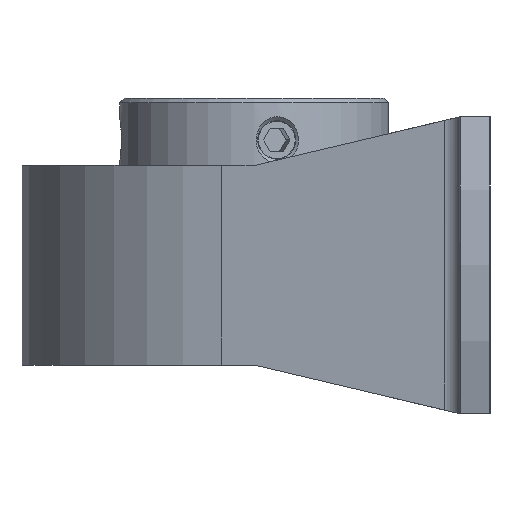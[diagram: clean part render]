
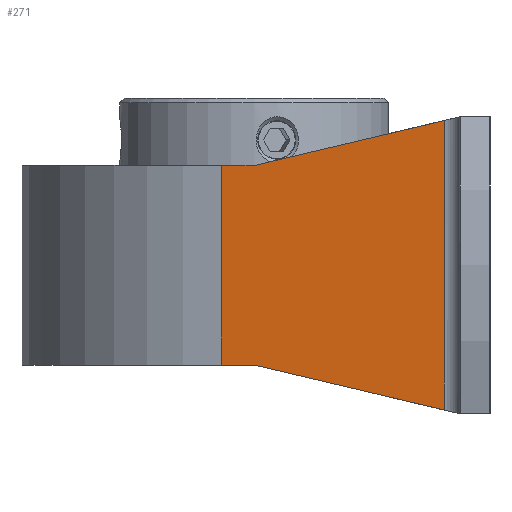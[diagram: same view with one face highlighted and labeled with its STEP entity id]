
A CAD part, left-side view. The second image highlights one B-rep face of the part: STEP entity #271.
In plain terms, the highlighted planar face has unit normal (-0.99, 0.14, 0).
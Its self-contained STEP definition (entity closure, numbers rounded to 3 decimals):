
#271 = ADVANCED_FACE( '', ( #555 ), #556, .F. );
#555 = FACE_OUTER_BOUND( '', #933, .T. );
#556 = PLANE( '', #934 );
#933 = EDGE_LOOP( '', ( #1536, #1537, #1538, #1539, #1540, #1541 ) );
#934 = AXIS2_PLACEMENT_3D( '', #1542, #1543, #1544 );
#1536 = ORIENTED_EDGE( '', *, *, #1725, .F. );
#1537 = ORIENTED_EDGE( '', *, *, #1764, .F. );
#1538 = ORIENTED_EDGE( '', *, *, #1748, .T. );
#1539 = ORIENTED_EDGE( '', *, *, #1708, .F. );
#1540 = ORIENTED_EDGE( '', *, *, #1835, .F. );
#1541 = ORIENTED_EDGE( '', *, *, #1754, .F. );
#1542 = CARTESIAN_POINT( '', ( -24.851, 28.925, 32. ) );
#1543 = DIRECTION( '', ( 0.99, -0.14, 0. ) );
#1544 = DIRECTION( '', ( 0.14, 0.99, 0. ) );
#1708 = EDGE_CURVE( '', #1992, #1994, #1995, .T. );
#1725 = EDGE_CURVE( '', #2023, #2025, #2026, .T. );
#1748 = EDGE_CURVE( '', #2066, #1994, #2069, .T. );
#1754 = EDGE_CURVE( '', #2025, #2078, #2079, .T. );
#1764 = EDGE_CURVE( '', #2066, #2023, #2093, .T. );
#1835 = EDGE_CURVE( '', #2078, #1992, #2206, .T. );
#1992 = VERTEX_POINT( '', #2400 );
#1994 = VERTEX_POINT( '', #2403 );
#1995 = LINE( '', #2404, #2405 );
#2023 = VERTEX_POINT( '', #2439 );
#2025 = VERTEX_POINT( '', #2442 );
#2026 = LINE( '', #2443, #2444 );
#2066 = VERTEX_POINT( '', #2492 );
#2069 = LINE( '', #2496, #2497 );
#2078 = VERTEX_POINT( '', #2564 );
#2079 = LINE( '', #2565, #2566 );
#2093 = LINE( '', #2583, #2584 );
#2206 = LINE( '', #2738, #2739 );
#2400 = CARTESIAN_POINT( '', ( -25.351, 25.4, -10.75 ) );
#2403 = CARTESIAN_POINT( '', ( -24.851, 28.925, -10.75 ) );
#2404 = CARTESIAN_POINT( '', ( -24.851, 28.925, -10.75 ) );
#2405 = VECTOR( '', #3159, 1000. );
#2439 = CARTESIAN_POINT( '', ( -25.351, 25.4, 10.75 ) );
#2442 = CARTESIAN_POINT( '', ( -28.256, 4.919, 15.593 ) );
#2443 = CARTESIAN_POINT( '', ( -25.54, 24.071, 11.064 ) );
#2444 = VECTOR( '', #3185, 1000. );
#2492 = CARTESIAN_POINT( '', ( -24.851, 28.925, 10.75 ) );
#2496 = CARTESIAN_POINT( '', ( -24.851, 28.925, 32. ) );
#2497 = VECTOR( '', #3231, 1000. );
#2564 = CARTESIAN_POINT( '', ( -28.256, 4.919, -15.593 ) );
#2565 = CARTESIAN_POINT( '', ( -28.256, 4.919, 32. ) );
#2566 = VECTOR( '', #3236, 1000. );
#2583 = CARTESIAN_POINT( '', ( -24.851, 28.925, 10.75 ) );
#2584 = VECTOR( '', #3252, 1000. );
#2738 = CARTESIAN_POINT( '', ( -23.545, 38.137, -7.738 ) );
#2739 = VECTOR( '', #3355, 1000. );
#3159 = DIRECTION( '', ( 0.14, 0.99, 0. ) );
#3185 = DIRECTION( '', ( -0.137, -0.964, 0.228 ) );
#3231 = DIRECTION( '', ( 0., 0., -1. ) );
#3236 = DIRECTION( '', ( 0., 0., -1. ) );
#3252 = DIRECTION( '', ( -0.14, -0.99, 0. ) );
#3355 = DIRECTION( '', ( 0.137, 0.964, 0.228 ) );
